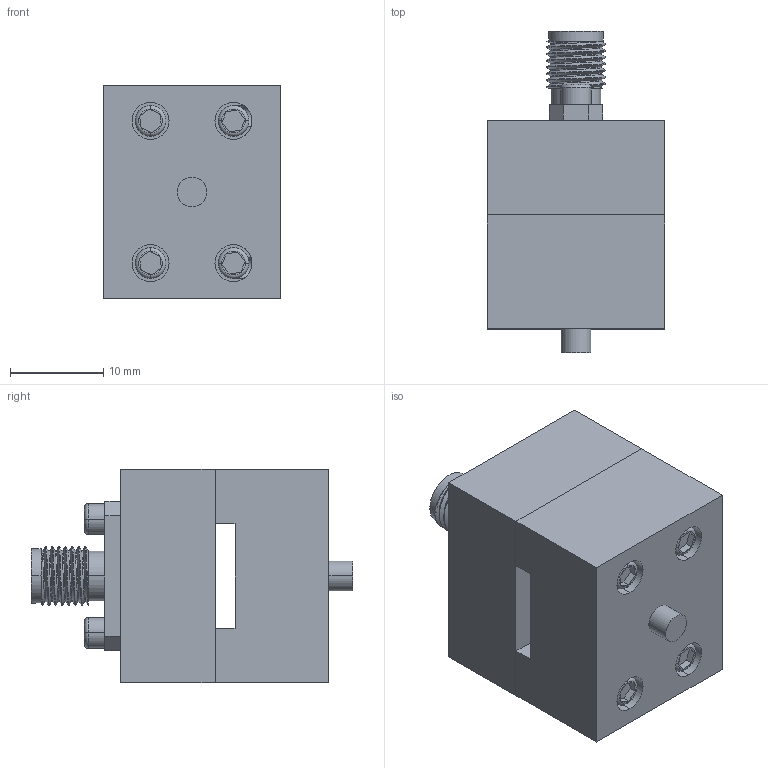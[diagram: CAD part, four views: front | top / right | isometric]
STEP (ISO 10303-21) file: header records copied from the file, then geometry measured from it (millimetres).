
FILE_DESCRIPTION (( 'STEP AP214' ), '1' );
FILE_NAME ('K-3X Outline Assembly.STEP', '2019-12-12T18:10:15', ( '' ), ( '' ), 'SwSTEP 2.0', 'SolidWorks 2019', '' );
FILE_SCHEMA (( 'AUTOMOTIVE_DESIGN' ));
Length unit declared in the file: inch
Products named in the file (6): 2-56 x 1875 SOCKET HEAD SCREW HEAD; Part1^K-3X Assembly FOR WEBSITE; 1243 K-3X Upper RF Block FOR WEBSITE; 1244 K-3X Lower RF Block FOR WEBSITE; K-3X Outline Assembly; Female SMA
Assembly tree (10 placements, depth 2):
  K-3X Outline Assembly
    1243 K-3X Upper RF Block FOR WEBSITE
    1244 K-3X Lower RF Block FOR WEBSITE
    Female SMA
    2-56 x 1875 SOCKET HEAD SCREW HEAD  x6
    Part1^K-3X Assembly FOR WEBSITE
Bounding box: 19.05 x 34.42 x 22.86 mm (x, y, z)
Volume: 9470.4 mm3; surface area: 5269.7 mm2
Topology: 10 solids, 10 shells, 224 faces, 528 edges, 333 vertices
Faces by surface type: plane 99, cylinder 91, cone 19, torus 12, bspline 3
Entity records: 5873 total; most frequent: CARTESIAN_POINT 1954, DIRECTION 721, ORIENTED_EDGE 684, EDGE_CURVE 342, AXIS2_PLACEMENT_3D 276, VERTEX_POINT 223, EDGE_LOOP 175, LINE 169
